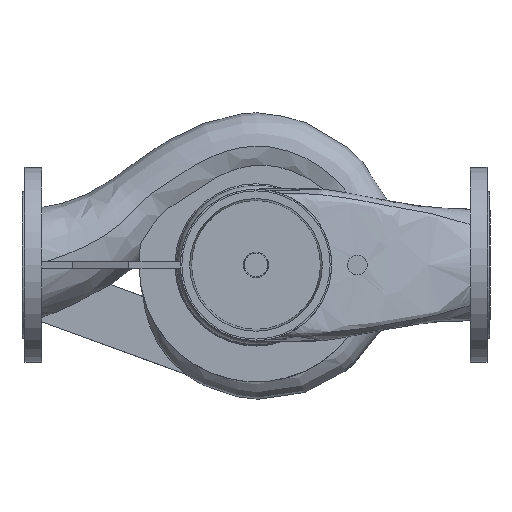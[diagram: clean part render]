
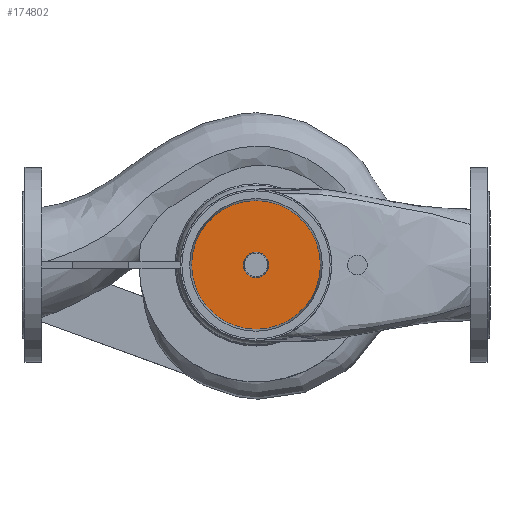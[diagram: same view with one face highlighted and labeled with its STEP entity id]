
A CAD part, front view. The second image highlights one B-rep face of the part: STEP entity #174802.
In plain terms, the highlighted planar face has unit normal (0, -1, 0).
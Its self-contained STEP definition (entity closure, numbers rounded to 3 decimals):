
#297 = CARTESIAN_POINT ( 'NONE',  ( 16.232, -350.377, -0.013 ) ) ;
#7992 = VERTEX_POINT ( 'NONE', #186043 ) ;
#9294 = CIRCLE ( 'NONE', #69389, 82.53 ) ;
#27023 = EDGE_LOOP ( 'NONE', ( #208854, #192206 ) ) ;
#27181 = CARTESIAN_POINT ( 'NONE',  ( 165.06, -350.377, -165.073 ) ) ;
#38818 = EDGE_CURVE ( 'NONE', #7992, #112596, #9294, .T. ) ;
#40518 = DIRECTION ( 'NONE',  ( 1., 0., 0. ) ) ;
#44853 = DIRECTION ( 'NONE',  ( -1., 0., 0. ) ) ;
#45957 = AXIS2_PLACEMENT_3D ( 'NONE', #27181, #205669, #44853 ) ;
#48227 = DIRECTION ( 'NONE',  ( 0., 1., 0. ) ) ;
#48273 = CARTESIAN_POINT ( 'NONE',  ( -16.232, -350.377, -0.013 ) ) ;
#64580 = AXIS2_PLACEMENT_3D ( 'NONE', #177935, #214297, #40518 ) ;
#69389 = AXIS2_PLACEMENT_3D ( 'NONE', #118157, #152262, #154574 ) ;
#80099 = FACE_BOUND ( 'NONE', #27023, .T. ) ;
#83484 = EDGE_LOOP ( 'NONE', ( #217355, #195659 ) ) ;
#100960 = CIRCLE ( 'NONE', #168531, 82.53 ) ;
#108719 = VERTEX_POINT ( 'NONE', #48273 ) ;
#112596 = VERTEX_POINT ( 'NONE', #175459 ) ;
#118157 = CARTESIAN_POINT ( 'NONE',  ( 0., -350.377, -0.013 ) ) ;
#119883 = DIRECTION ( 'NONE',  ( 1., 0., 0. ) ) ;
#133042 = EDGE_CURVE ( 'NONE', #112596, #7992, #100960, .T. ) ;
#145486 = DIRECTION ( 'NONE',  ( -1., 0., 0. ) ) ;
#151566 = EDGE_CURVE ( 'NONE', #108719, #217070, #191991, .T. ) ;
#152262 = DIRECTION ( 'NONE',  ( 0., 1., 0. ) ) ;
#153966 = EDGE_CURVE ( 'NONE', #217070, #108719, #165833, .T. ) ;
#154574 = DIRECTION ( 'NONE',  ( -1., 0., 0. ) ) ;
#165833 = CIRCLE ( 'NONE', #64580, 16.232 ) ;
#167721 = DIRECTION ( 'NONE',  ( 0., 1., 0. ) ) ;
#168531 = AXIS2_PLACEMENT_3D ( 'NONE', #181861, #167721, #145486 ) ;
#174802 = ADVANCED_FACE ( 'NONE', ( #80099, #204519 ), #203371, .T. ) ;
#175459 = CARTESIAN_POINT ( 'NONE',  ( 82.53, -350.377, -0.013 ) ) ;
#177935 = CARTESIAN_POINT ( 'NONE',  ( 0., -350.377, -0.013 ) ) ;
#181861 = CARTESIAN_POINT ( 'NONE',  ( 0., -350.377, -0.013 ) ) ;
#186043 = CARTESIAN_POINT ( 'NONE',  ( -82.53, -350.377, -0.013 ) ) ;
#191991 = CIRCLE ( 'NONE', #229501, 16.232 ) ;
#192206 = ORIENTED_EDGE ( 'NONE', *, *, #151566, .T. ) ;
#195659 = ORIENTED_EDGE ( 'NONE', *, *, #133042, .F. ) ;
#203371 = PLANE ( 'NONE',  #45957 ) ;
#204519 = FACE_OUTER_BOUND ( 'NONE', #83484, .T. ) ;
#205669 = DIRECTION ( 'NONE',  ( 0., -1., 0. ) ) ;
#208854 = ORIENTED_EDGE ( 'NONE', *, *, #153966, .T. ) ;
#209093 = CARTESIAN_POINT ( 'NONE',  ( 0., -350.377, -0.013 ) ) ;
#214297 = DIRECTION ( 'NONE',  ( 0., 1., 0. ) ) ;
#217070 = VERTEX_POINT ( 'NONE', #297 ) ;
#217355 = ORIENTED_EDGE ( 'NONE', *, *, #38818, .F. ) ;
#229501 = AXIS2_PLACEMENT_3D ( 'NONE', #209093, #48227, #119883 ) ;
